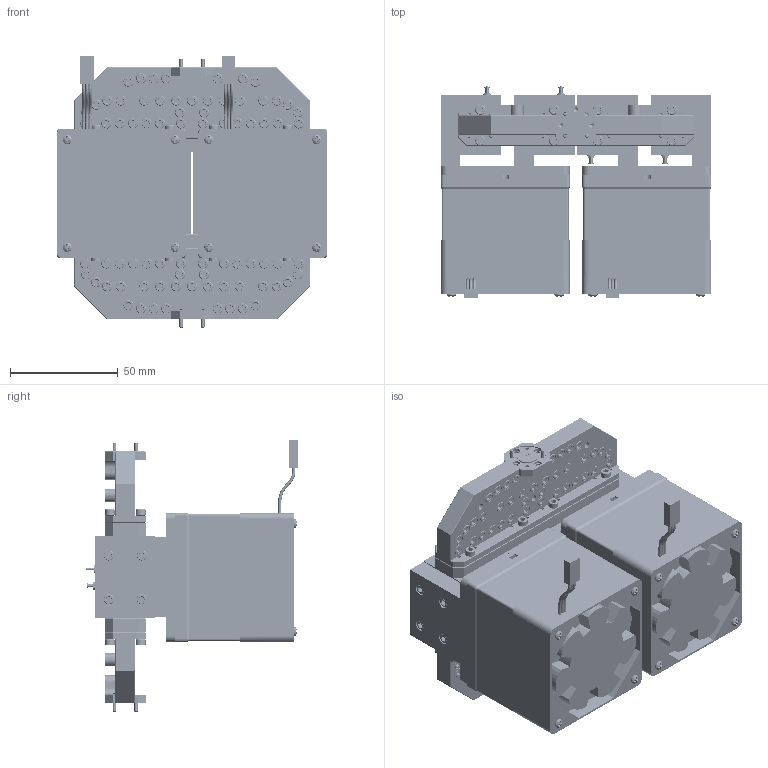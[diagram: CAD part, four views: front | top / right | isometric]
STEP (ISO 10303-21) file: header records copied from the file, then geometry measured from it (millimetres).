
FILE_DESCRIPTION (( 'STEP AP214' ), '1' );
FILE_NAME ('BP-SE-4-A, Defeatured.STEP', '2023-08-23T18:02:49', ( '' ), ( '' ), 'SwSTEP 2.0', 'SolidWorks 2021', '' );
FILE_SCHEMA (( 'AUTOMOTIVE_DESIGN' ));
Length unit declared in the file: inch
Products named in the file (1): BP-SE-4-A, Defeatured
Bounding box: 125.7 x 98.05 x 125.91 mm (x, y, z)
Volume: 615916.3 mm3; surface area: 171828.7 mm2
Topology: 120 solids, 235 shells, 9187 faces, 21228 edges, 12737 vertices
Faces by surface type: plane 3625, cylinder 2820, cone 2614, bspline 80, torus 32, sphere 16
Entity records: 379979 total; most frequent: CARTESIAN_POINT 56701, DIRECTION 45414, ORIENTED_EDGE 41628, EDGE_CURVE 20814, AXIS2_PLACEMENT_3D 17484, VERTEX_POINT 12737, VECTOR 10446, LINE 10446
